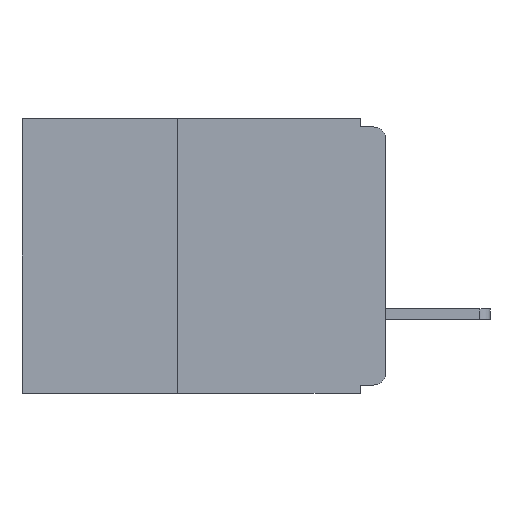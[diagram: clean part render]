
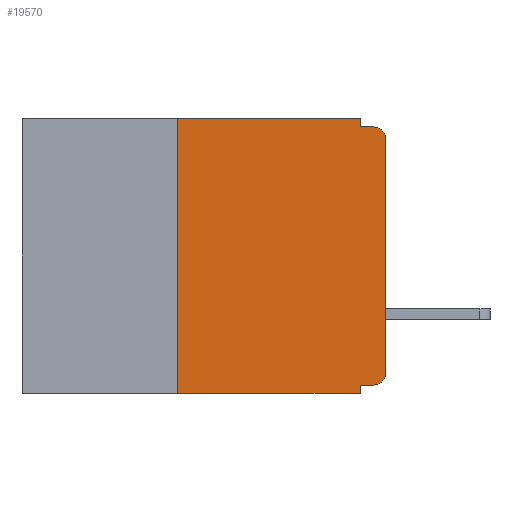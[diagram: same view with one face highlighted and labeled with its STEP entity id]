
A CAD part, left-side view. The second image highlights one B-rep face of the part: STEP entity #19570.
In plain terms, the highlighted planar face has unit normal (-1, 0, 0).
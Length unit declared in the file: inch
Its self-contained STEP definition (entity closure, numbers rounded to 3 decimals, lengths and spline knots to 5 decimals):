
#55 = VECTOR ( 'NONE', #15324, 39.37008 ) ;
#186 = CARTESIAN_POINT ( 'NONE',  ( 0., 0.031, 0. ) ) ;
#247 = VERTEX_POINT ( 'NONE', #2803 ) ;
#255 = ORIENTED_EDGE ( 'NONE', *, *, #21804, .T. ) ;
#1150 = CARTESIAN_POINT ( 'NONE',  ( 0., 0.25, -0.33 ) ) ;
#1435 = VERTEX_POINT ( 'NONE', #7501 ) ;
#1743 = ORIENTED_EDGE ( 'NONE', *, *, #18306, .F. ) ;
#2049 = VERTEX_POINT ( 'NONE', #25143 ) ;
#2082 = VECTOR ( 'NONE', #3359, 39.37008 ) ;
#2146 = CARTESIAN_POINT ( 'NONE',  ( 0., 0., -0.305 ) ) ;
#2671 = ORIENTED_EDGE ( 'NONE', *, *, #20919, .T. ) ;
#2803 = CARTESIAN_POINT ( 'NONE',  ( 0., 0.015, -0.32 ) ) ;
#2806 = CARTESIAN_POINT ( 'NONE',  ( 0., 0.031, -0.32 ) ) ;
#3330 = CARTESIAN_POINT ( 'NONE',  ( 0., 0.437, 0. ) ) ;
#3359 = DIRECTION ( 'NONE',  ( 0., 0., 1. ) ) ;
#3523 = VECTOR ( 'NONE', #14782, 39.37008 ) ;
#3675 = DIRECTION ( 'NONE',  ( -1., 0., 0. ) ) ;
#4043 = CARTESIAN_POINT ( 'NONE',  ( 0., 0.437, -0.33 ) ) ;
#4094 = ORIENTED_EDGE ( 'NONE', *, *, #14884, .F. ) ;
#4596 = VERTEX_POINT ( 'NONE', #17605 ) ;
#5319 = DIRECTION ( 'NONE',  ( 0., -1., 0. ) ) ;
#5768 = CIRCLE ( 'NONE', #23493, 0.015 ) ;
#5834 = EDGE_CURVE ( 'NONE', #1435, #2049, #17652, .T. ) ;
#6324 = VERTEX_POINT ( 'NONE', #2146 ) ;
#7501 = CARTESIAN_POINT ( 'NONE',  ( 0., 0.25, 0. ) ) ;
#8369 = CARTESIAN_POINT ( 'NONE',  ( 0., 0.015, -0.305 ) ) ;
#8601 = VERTEX_POINT ( 'NONE', #22331 ) ;
#8745 = CARTESIAN_POINT ( 'NONE',  ( 0., 0.437, 0. ) ) ;
#10465 = DIRECTION ( 'NONE',  ( 0., 0., -1. ) ) ;
#10585 = AXIS2_PLACEMENT_3D ( 'NONE', #8745, #23088, #10845 ) ;
#10845 = DIRECTION ( 'NONE',  ( 0., 0., -1. ) ) ;
#10944 = VECTOR ( 'NONE', #5319, 39.37008 ) ;
#11595 = VERTEX_POINT ( 'NONE', #2806 ) ;
#12437 = VECTOR ( 'NONE', #20477, 39.37008 ) ;
#13091 = EDGE_LOOP ( 'NONE', ( #2671, #16932, #13251, #1743, #16028, #21063, #18358, #24123, #4094, #255 ) ) ;
#13251 = ORIENTED_EDGE ( 'NONE', *, *, #18811, .F. ) ;
#13667 = CARTESIAN_POINT ( 'NONE',  ( 0., 0., 0. ) ) ;
#13713 = VERTEX_POINT ( 'NONE', #16214 ) ;
#13725 = CARTESIAN_POINT ( 'NONE',  ( 0., 0., -0.025 ) ) ;
#14247 = EDGE_CURVE ( 'NONE', #16103, #8601, #5768, .T. ) ;
#14522 = LINE ( 'NONE', #186, #3523 ) ;
#14782 = DIRECTION ( 'NONE',  ( 0., 0., -1. ) ) ;
#14884 = EDGE_CURVE ( 'NONE', #247, #11595, #22410, .T. ) ;
#15101 = AXIS2_PLACEMENT_3D ( 'NONE', #8369, #22692, #10465 ) ;
#15199 = CARTESIAN_POINT ( 'NONE',  ( 0., 0., -0.32 ) ) ;
#15324 = DIRECTION ( 'NONE',  ( 0., 0., -1. ) ) ;
#15405 = CARTESIAN_POINT ( 'NONE',  ( 0., 0.031, -0.33 ) ) ;
#15682 = DIRECTION ( 'NONE',  ( 0., 0., 1. ) ) ;
#16023 = CARTESIAN_POINT ( 'NONE',  ( 0., 0.015, -0.025 ) ) ;
#16028 = ORIENTED_EDGE ( 'NONE', *, *, #5834, .F. ) ;
#16103 = VERTEX_POINT ( 'NONE', #13725 ) ;
#16107 = VECTOR ( 'NONE', #15682, 39.37008 ) ;
#16214 = CARTESIAN_POINT ( 'NONE',  ( 0., 0.25, -0.33 ) ) ;
#16293 = EDGE_CURVE ( 'NONE', #13713, #4596, #23284, .T. ) ;
#16932 = ORIENTED_EDGE ( 'NONE', *, *, #14247, .T. ) ;
#17605 = CARTESIAN_POINT ( 'NONE',  ( 0., 0.031, -0.33 ) ) ;
#17652 = LINE ( 'NONE', #3330, #10944 ) ;
#17967 = LINE ( 'NONE', #20455, #18624 ) ;
#17969 = EDGE_CURVE ( 'NONE', #13713, #1435, #21522, .T. ) ;
#18040 = CARTESIAN_POINT ( 'NONE',  ( 0., 0.031, -0.01 ) ) ;
#18065 = DIRECTION ( 'NONE',  ( 0., 0., -1. ) ) ;
#18306 = EDGE_CURVE ( 'NONE', #2049, #23715, #14522, .T. ) ;
#18358 = ORIENTED_EDGE ( 'NONE', *, *, #16293, .T. ) ;
#18406 = DIRECTION ( 'NONE',  ( 0., -1., 0. ) ) ;
#18624 = VECTOR ( 'NONE', #18406, 39.37008 ) ;
#18811 = EDGE_CURVE ( 'NONE', #23715, #8601, #17967, .T. ) ;
#18979 = PLANE ( 'NONE',  #10585 ) ;
#19570 = ADVANCED_FACE ( 'NONE', ( #25266 ), #18979, .F. ) ;
#20455 = CARTESIAN_POINT ( 'NONE',  ( 0., 0., -0.01 ) ) ;
#20477 = DIRECTION ( 'NONE',  ( 0., -1., 0. ) ) ;
#20709 = LINE ( 'NONE', #15405, #55 ) ;
#20919 = EDGE_CURVE ( 'NONE', #6324, #16103, #23934, .T. ) ;
#21063 = ORIENTED_EDGE ( 'NONE', *, *, #17969, .F. ) ;
#21327 = DIRECTION ( 'NONE',  ( 0., 1., 0. ) ) ;
#21440 = EDGE_CURVE ( 'NONE', #11595, #4596, #20709, .T. ) ;
#21522 = LINE ( 'NONE', #1150, #16107 ) ;
#21804 = EDGE_CURVE ( 'NONE', #247, #6324, #21950, .T. ) ;
#21950 = CIRCLE ( 'NONE', #15101, 0.015 ) ;
#22331 = CARTESIAN_POINT ( 'NONE',  ( 0., 0.015, -0.01 ) ) ;
#22410 = LINE ( 'NONE', #15199, #26532 ) ;
#22692 = DIRECTION ( 'NONE',  ( -1., 0., 0. ) ) ;
#23088 = DIRECTION ( 'NONE',  ( 1., 0., 0. ) ) ;
#23284 = LINE ( 'NONE', #4043, #12437 ) ;
#23493 = AXIS2_PLACEMENT_3D ( 'NONE', #16023, #3675, #18065 ) ;
#23715 = VERTEX_POINT ( 'NONE', #18040 ) ;
#23934 = LINE ( 'NONE', #13667, #2082 ) ;
#24123 = ORIENTED_EDGE ( 'NONE', *, *, #21440, .F. ) ;
#25143 = CARTESIAN_POINT ( 'NONE',  ( 0., 0.031, 0. ) ) ;
#25266 = FACE_OUTER_BOUND ( 'NONE', #13091, .T. ) ;
#26532 = VECTOR ( 'NONE', #21327, 39.37008 ) ;
